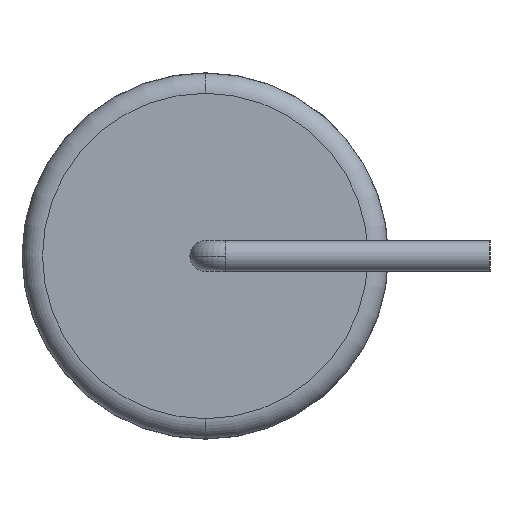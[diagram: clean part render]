
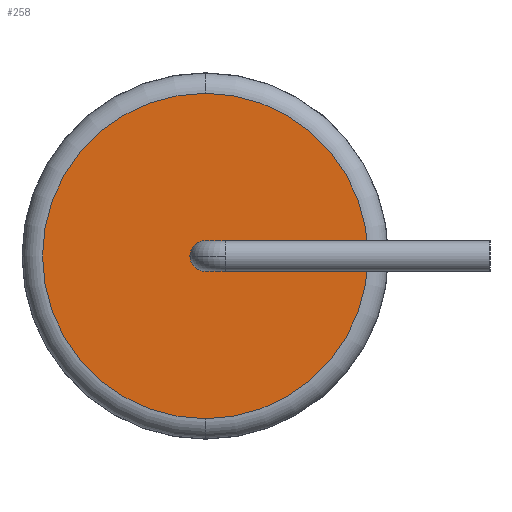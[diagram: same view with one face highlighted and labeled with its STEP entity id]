
A CAD part, left-side view. The second image highlights one B-rep face of the part: STEP entity #258.
In plain terms, the highlighted planar face has unit normal (-1, 0, 0).
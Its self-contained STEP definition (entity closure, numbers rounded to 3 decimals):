
#57 = EDGE_CURVE ( 'NONE', #370, #133, #66, .T. ) ;
#66 = CIRCLE ( 'NONE', #425, 4. ) ;
#85 = ORIENTED_EDGE ( 'NONE', *, *, #473, .F. ) ;
#103 = CARTESIAN_POINT ( 'NONE',  ( -10., 5., -0.375 ) ) ;
#106 = EDGE_LOOP ( 'NONE', ( #938, #85 ) ) ;
#133 = VERTEX_POINT ( 'NONE', #1084 ) ;
#219 = AXIS2_PLACEMENT_3D ( 'NONE', #816, #347, #332 ) ;
#232 = DIRECTION ( 'NONE',  ( -1., 0., 0. ) ) ;
#233 = VERTEX_POINT ( 'NONE', #103 ) ;
#258 = ADVANCED_FACE ( 'NONE', ( #668, #887 ), #915, .F. ) ;
#263 = EDGE_CURVE ( 'NONE', #133, #370, #1126, .T. ) ;
#294 = CARTESIAN_POINT ( 'NONE',  ( -10., 5., 4. ) ) ;
#296 = ORIENTED_EDGE ( 'NONE', *, *, #57, .T. ) ;
#308 = VERTEX_POINT ( 'NONE', #837 ) ;
#332 = DIRECTION ( 'NONE',  ( 0., 0., -1. ) ) ;
#335 = DIRECTION ( 'NONE',  ( 0., 0., 1. ) ) ;
#347 = DIRECTION ( 'NONE',  ( -1., 0., 0. ) ) ;
#351 = AXIS2_PLACEMENT_3D ( 'NONE', #1114, #232, #416 ) ;
#354 = CARTESIAN_POINT ( 'NONE',  ( -10., 5., 0. ) ) ;
#355 = EDGE_CURVE ( 'NONE', #308, #233, #642, .T. ) ;
#370 = VERTEX_POINT ( 'NONE', #294 ) ;
#416 = DIRECTION ( 'NONE',  ( 0., 0., -1. ) ) ;
#425 = AXIS2_PLACEMENT_3D ( 'NONE', #526, #521, #335 ) ;
#446 = DIRECTION ( 'NONE',  ( 0., 0., -1. ) ) ;
#473 = EDGE_CURVE ( 'NONE', #233, #308, #944, .T. ) ;
#492 = ORIENTED_EDGE ( 'NONE', *, *, #263, .T. ) ;
#521 = DIRECTION ( 'NONE',  ( -1., 0., 0. ) ) ;
#526 = CARTESIAN_POINT ( 'NONE',  ( -10., 5., 0. ) ) ;
#545 = DIRECTION ( 'NONE',  ( 0., 0., 1. ) ) ;
#554 = DIRECTION ( 'NONE',  ( -1., 0., 0. ) ) ;
#619 = EDGE_LOOP ( 'NONE', ( #296, #492 ) ) ;
#624 = AXIS2_PLACEMENT_3D ( 'NONE', #354, #554, #545 ) ;
#642 = CIRCLE ( 'NONE', #351, 0.375 ) ;
#668 = FACE_BOUND ( 'NONE', #106, .T. ) ;
#731 = DIRECTION ( 'NONE',  ( 1., 0., 0. ) ) ;
#816 = CARTESIAN_POINT ( 'NONE',  ( -10., 5., 0. ) ) ;
#837 = CARTESIAN_POINT ( 'NONE',  ( -10., 5., 0.375 ) ) ;
#879 = AXIS2_PLACEMENT_3D ( 'NONE', #1015, #731, #446 ) ;
#887 = FACE_OUTER_BOUND ( 'NONE', #619, .T. ) ;
#915 = PLANE ( 'NONE',  #879 ) ;
#938 = ORIENTED_EDGE ( 'NONE', *, *, #355, .F. ) ;
#944 = CIRCLE ( 'NONE', #219, 0.375 ) ;
#1015 = CARTESIAN_POINT ( 'NONE',  ( -10., 5., 0. ) ) ;
#1084 = CARTESIAN_POINT ( 'NONE',  ( -10., 5., -4. ) ) ;
#1114 = CARTESIAN_POINT ( 'NONE',  ( -10., 5., 0. ) ) ;
#1126 = CIRCLE ( 'NONE', #624, 4. ) ;
